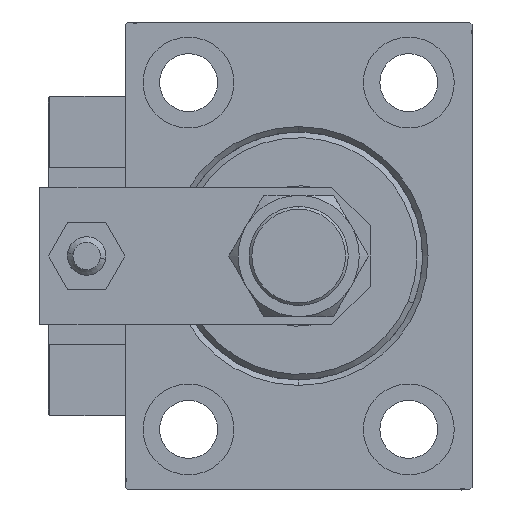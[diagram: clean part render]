
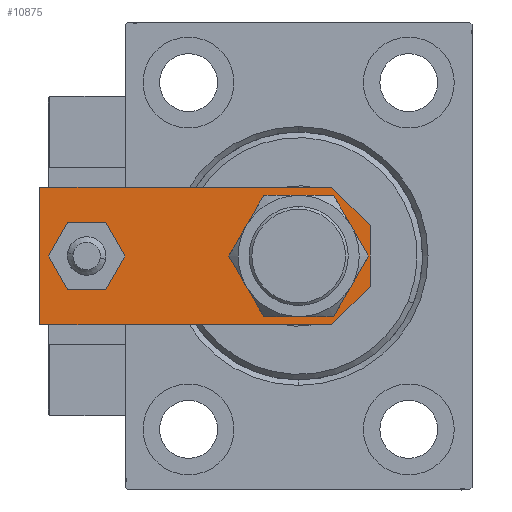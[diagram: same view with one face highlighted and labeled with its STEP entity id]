
A CAD part, left-side view. The second image highlights one B-rep face of the part: STEP entity #10875.
In plain terms, the highlighted face is planar.
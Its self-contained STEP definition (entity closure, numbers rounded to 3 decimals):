
#561 = CARTESIAN_POINT ( 'NONE',  ( -5.5, 0., 6. ) ) ;
#835 = FACE_BOUND ( 'NONE', #28334, .T. ) ;
#1090 = VERTEX_POINT ( 'NONE', #12537 ) ;
#1340 = VERTEX_POINT ( 'NONE', #41597 ) ;
#3125 = CARTESIAN_POINT ( 'NONE',  ( -2.75, -2.75, 6. ) ) ;
#4057 = EDGE_LOOP ( 'NONE', ( #19277, #7696, #36692, #44499, #40681, #50679 ) ) ;
#5215 = VERTEX_POINT ( 'NONE', #29401 ) ;
#5546 = VERTEX_POINT ( 'NONE', #9991 ) ;
#5906 = CARTESIAN_POINT ( 'NONE',  ( 0., 13., 6. ) ) ;
#6098 = EDGE_LOOP ( 'NONE', ( #36620, #46424 ) ) ;
#6282 = DIRECTION ( 'NONE',  ( 1., 0., 0. ) ) ;
#6631 = AXIS2_PLACEMENT_3D ( 'NONE', #5906, #33121, #37320 ) ;
#7492 = CARTESIAN_POINT ( 'NONE',  ( 8.25, 13., 6. ) ) ;
#7519 = AXIS2_PLACEMENT_3D ( 'NONE', #8328, #24270, #39988 ) ;
#7696 = ORIENTED_EDGE ( 'NONE', *, *, #41764, .T. ) ;
#8171 = DIRECTION ( 'NONE',  ( 1., 0., 0. ) ) ;
#8328 = CARTESIAN_POINT ( 'NONE',  ( 0., 51.5, 6. ) ) ;
#8414 = CARTESIAN_POINT ( 'NONE',  ( 0., 13., 6. ) ) ;
#8901 = LINE ( 'NONE', #36361, #49333 ) ;
#9232 = DIRECTION ( 'NONE',  ( 0., 0., 1. ) ) ;
#9991 = CARTESIAN_POINT ( 'NONE',  ( -8.25, 13., 6. ) ) ;
#10844 = CARTESIAN_POINT ( 'NONE',  ( 5.5, 0., 6. ) ) ;
#10875 = ADVANCED_FACE ( 'NONE', ( #16787, #21773, #835 ), #33286, .T. ) ;
#12104 = VECTOR ( 'NONE', #47357, 1000. ) ;
#12537 = CARTESIAN_POINT ( 'NONE',  ( 12.5, 7., 6. ) ) ;
#12773 = EDGE_CURVE ( 'NONE', #26854, #5546, #45937, .T. ) ;
#13909 = DIRECTION ( 'NONE',  ( 1., 0., 0. ) ) ;
#14469 = VERTEX_POINT ( 'NONE', #561 ) ;
#15676 = LINE ( 'NONE', #47104, #12104 ) ;
#15912 = EDGE_CURVE ( 'NONE', #49121, #1090, #8901, .T. ) ;
#16787 = FACE_BOUND ( 'NONE', #6098, .T. ) ;
#17116 = ORIENTED_EDGE ( 'NONE', *, *, #12773, .F. ) ;
#17261 = EDGE_CURVE ( 'NONE', #14469, #49121, #27010, .T. ) ;
#18877 = CARTESIAN_POINT ( 'NONE',  ( -12.5, 0., 6. ) ) ;
#19177 = CIRCLE ( 'NONE', #7519, 4. ) ;
#19277 = ORIENTED_EDGE ( 'NONE', *, *, #42640, .T. ) ;
#20614 = VECTOR ( 'NONE', #42785, 1000. ) ;
#21773 = FACE_OUTER_BOUND ( 'NONE', #4057, .T. ) ;
#21782 = LINE ( 'NONE', #37228, #33200 ) ;
#22106 = DIRECTION ( 'NONE',  ( 1., 0., 0. ) ) ;
#22447 = EDGE_CURVE ( 'NONE', #37839, #40450, #19177, .T. ) ;
#23291 = AXIS2_PLACEMENT_3D ( 'NONE', #45333, #9232, #13909 ) ;
#24133 = EDGE_CURVE ( 'NONE', #5546, #26854, #30965, .T. ) ;
#24270 = DIRECTION ( 'NONE',  ( 0., 0., 1. ) ) ;
#26187 = CARTESIAN_POINT ( 'NONE',  ( 0., 51.5, 6. ) ) ;
#26854 = VERTEX_POINT ( 'NONE', #7492 ) ;
#27010 = LINE ( 'NONE', #18877, #34334 ) ;
#27415 = AXIS2_PLACEMENT_3D ( 'NONE', #26187, #42144, #6282 ) ;
#27439 = CARTESIAN_POINT ( 'NONE',  ( -4., 51.5, 6. ) ) ;
#27543 = DIRECTION ( 'NONE',  ( 0., 0., 1. ) ) ;
#28334 = EDGE_LOOP ( 'NONE', ( #30196, #17116 ) ) ;
#29401 = CARTESIAN_POINT ( 'NONE',  ( -12.5, 60., 6. ) ) ;
#30196 = ORIENTED_EDGE ( 'NONE', *, *, #24133, .F. ) ;
#30965 = CIRCLE ( 'NONE', #45150, 8.25 ) ;
#33121 = DIRECTION ( 'NONE',  ( 0., 0., 1. ) ) ;
#33200 = VECTOR ( 'NONE', #49504, 1000. ) ;
#33286 = PLANE ( 'NONE',  #23291 ) ;
#34334 = VECTOR ( 'NONE', #22106, 1000. ) ;
#34388 = CARTESIAN_POINT ( 'NONE',  ( 12.5, 60., 6. ) ) ;
#36361 = CARTESIAN_POINT ( 'NONE',  ( 2.75, -2.75, 6. ) ) ;
#36620 = ORIENTED_EDGE ( 'NONE', *, *, #44125, .F. ) ;
#36692 = ORIENTED_EDGE ( 'NONE', *, *, #17261, .T. ) ;
#37228 = CARTESIAN_POINT ( 'NONE',  ( -12.5, 60., 6. ) ) ;
#37320 = DIRECTION ( 'NONE',  ( 1., 0., 0. ) ) ;
#37401 = CIRCLE ( 'NONE', #27415, 4. ) ;
#37544 = VERTEX_POINT ( 'NONE', #39070 ) ;
#37839 = VERTEX_POINT ( 'NONE', #51082 ) ;
#38025 = EDGE_CURVE ( 'NONE', #1090, #1340, #15676, .T. ) ;
#39070 = CARTESIAN_POINT ( 'NONE',  ( -12.5, 7., 6. ) ) ;
#39113 = LINE ( 'NONE', #34388, #20614 ) ;
#39988 = DIRECTION ( 'NONE',  ( 1., 0., 0. ) ) ;
#40450 = VERTEX_POINT ( 'NONE', #27439 ) ;
#40681 = ORIENTED_EDGE ( 'NONE', *, *, #38025, .T. ) ;
#41503 = EDGE_CURVE ( 'NONE', #1340, #5215, #39113, .T. ) ;
#41597 = CARTESIAN_POINT ( 'NONE',  ( 12.5, 60., 6. ) ) ;
#41764 = EDGE_CURVE ( 'NONE', #37544, #14469, #51506, .T. ) ;
#42144 = DIRECTION ( 'NONE',  ( 0., 0., 1. ) ) ;
#42640 = EDGE_CURVE ( 'NONE', #5215, #37544, #21782, .T. ) ;
#42785 = DIRECTION ( 'NONE',  ( -1., 0., 0. ) ) ;
#42907 = DIRECTION ( 'NONE',  ( 0.707, -0.707, 0. ) ) ;
#44125 = EDGE_CURVE ( 'NONE', #40450, #37839, #37401, .T. ) ;
#44499 = ORIENTED_EDGE ( 'NONE', *, *, #15912, .T. ) ;
#44744 = DIRECTION ( 'NONE',  ( 0.707, 0.707, 0. ) ) ;
#45150 = AXIS2_PLACEMENT_3D ( 'NONE', #8414, #27543, #8171 ) ;
#45333 = CARTESIAN_POINT ( 'NONE',  ( 0., 0., 6. ) ) ;
#45937 = CIRCLE ( 'NONE', #6631, 8.25 ) ;
#46424 = ORIENTED_EDGE ( 'NONE', *, *, #22447, .F. ) ;
#47104 = CARTESIAN_POINT ( 'NONE',  ( 12.5, 0., 6. ) ) ;
#47357 = DIRECTION ( 'NONE',  ( 0., 1., 0. ) ) ;
#48985 = VECTOR ( 'NONE', #42907, 1000. ) ;
#49121 = VERTEX_POINT ( 'NONE', #10844 ) ;
#49333 = VECTOR ( 'NONE', #44744, 1000. ) ;
#49504 = DIRECTION ( 'NONE',  ( 0., -1., 0. ) ) ;
#50679 = ORIENTED_EDGE ( 'NONE', *, *, #41503, .T. ) ;
#51082 = CARTESIAN_POINT ( 'NONE',  ( 4., 51.5, 6. ) ) ;
#51506 = LINE ( 'NONE', #3125, #48985 ) ;
